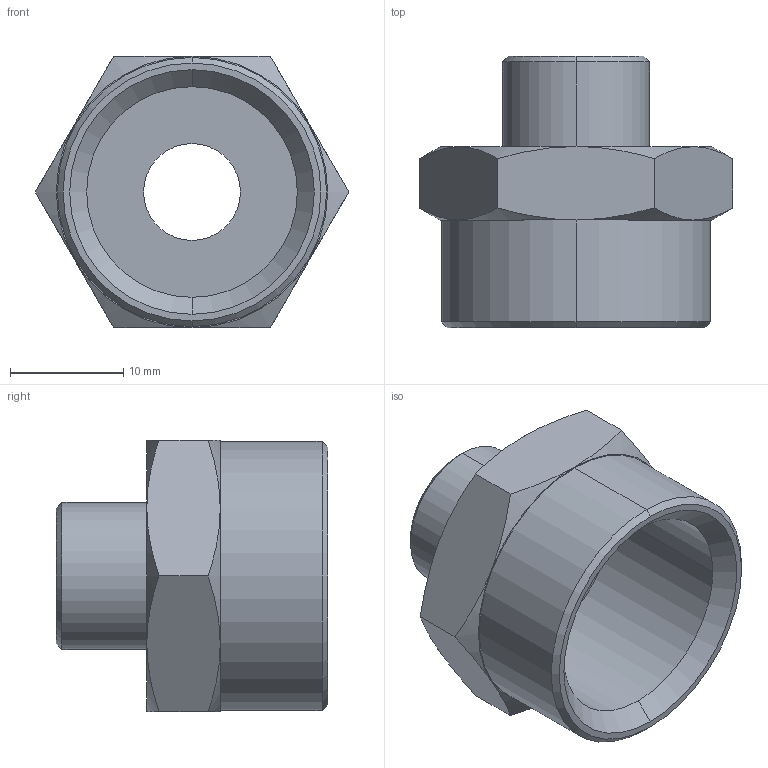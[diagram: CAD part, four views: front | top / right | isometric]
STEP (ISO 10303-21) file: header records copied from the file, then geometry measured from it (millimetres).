
FILE_DESCRIPTION(( 'RA.18.12.18.STEP' ), '1');
FILE_NAME( 'RA.18.12.18.STEP', '2018-10-11T12:05:11',( 'Sopra'),('sopra-pneumatic.com'), 'SwSTEP 2.0','SolidWorks 2009','' );
FILE_SCHEMA (( 'CONFIG_CONTROL_DESIGN' ));
Length unit declared in the file: millimetre
Products named in the file (1): RA.18.12.18
Bounding box: 27.71 x 24 x 24 mm (x, y, z)
Volume: 4012.3 mm3; surface area: 3405.5 mm2
Topology: 1 solids, 1 shells, 39 faces, 86 edges, 52 vertices
Faces by surface type: cone 20, plane 11, cylinder 8
Entity records: 1225 total; most frequent: CARTESIAN_POINT 298, DIRECTION 182, ORIENTED_EDGE 172, EDGE_CURVE 86, AXIS2_PLACEMENT_3D 80, VERTEX_POINT 52, EDGE_LOOP 44, CIRCLE 40
